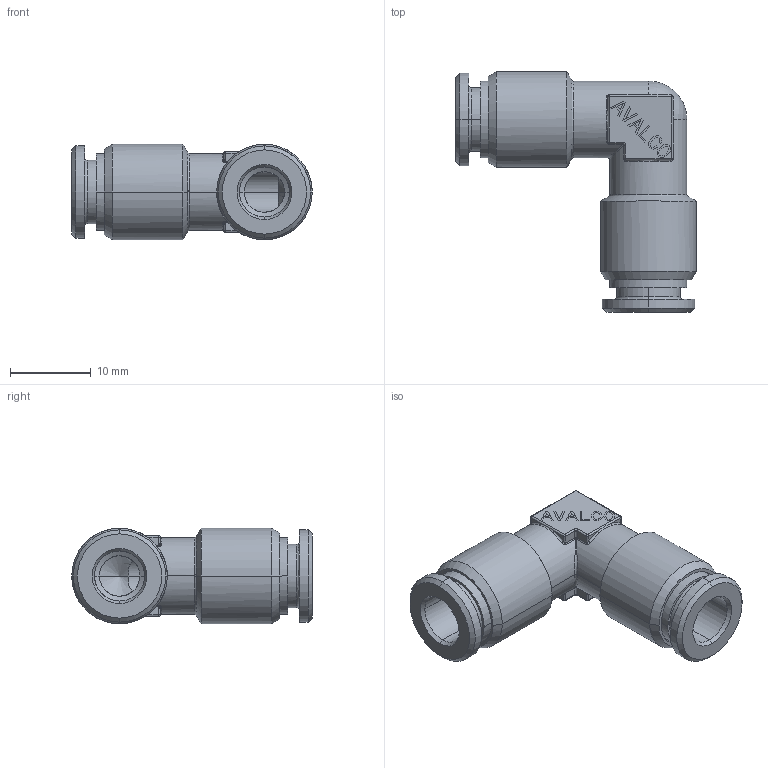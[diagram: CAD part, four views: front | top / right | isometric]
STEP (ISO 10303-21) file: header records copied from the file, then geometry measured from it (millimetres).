
FILE_DESCRIPTION(('CATIA V5 STEP Exchange'),'2;1');
FILE_NAME('PR550B-06.stp','2018-04-14T15:15:43+00:00',('none'),('none'),'CATIA Version 5 Release 21 GA (IN-10)','CATIA V5 STEP AP203','none');
FILE_SCHEMA(('CONFIG_CONTROL_DESIGN'));
Length unit declared in the file: millimetre
Products named in the file (1): PR550B-06
Bounding box: 29.7 x 29.7 x 11.8 mm (x, y, z)
Volume: 2901.1 mm3; surface area: 3046.3 mm2
Topology: 1 solids, 1 shells, 418 faces, 1070 edges, 670 vertices
Faces by surface type: plane 254, cylinder 72, cone 30, torus 30, sphere 16, bspline 16
Entity records: 13693 total; most frequent: CARTESIAN_POINT 4084, ORIENTED_EDGE 2132, DIRECTION 1658, EDGE_CURVE 1066, VECTOR 761, LINE 761, VERTEX_POINT 670, AXIS2_PLACEMENT_3D 538
